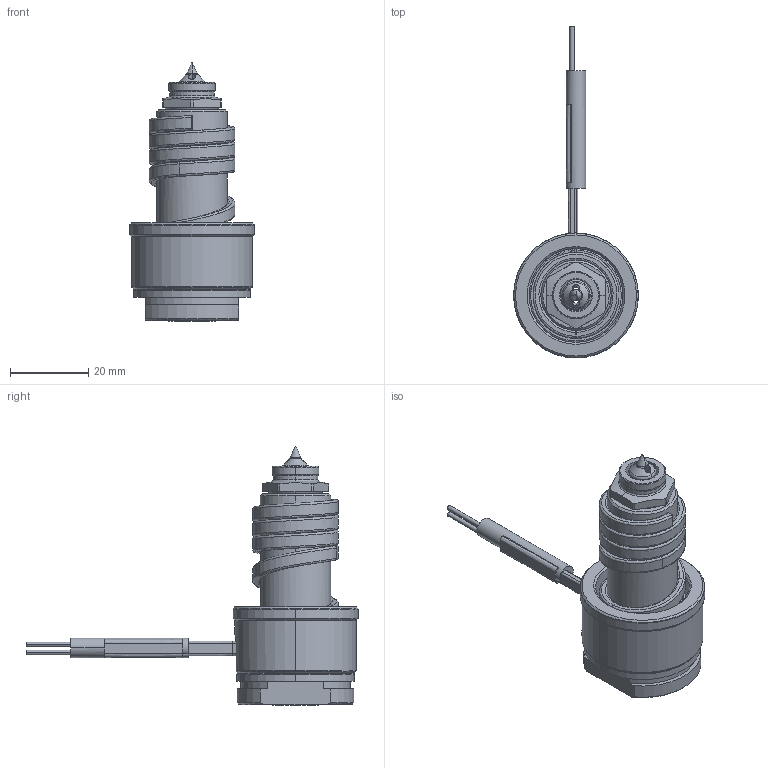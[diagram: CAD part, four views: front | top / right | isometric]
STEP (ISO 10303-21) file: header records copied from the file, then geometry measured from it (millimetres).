
FILE_DESCRIPTION((''),'2;1');
FILE_NAME('SM-66-BKS-N','2014-02-12T',('Íàòàëüÿ'),('IMID'),'PRO/ENGINEER BY PARAMETRIC TECHNOLOGY CORPORATION, 2010480','PRO/ENGINEER BY PARAMETRIC TECHNOLOGY CORPORATION, 2010480','');
FILE_SCHEMA(('CONFIG_CONTROL_DESIGN'));
Length unit declared in the file: millimetre
Products named in the file (1): SM-66-BKS-N
Bounding box: 32 x 85 x 66.2 mm (x, y, z)
Volume: 25245.3 mm3; surface area: 15104.3 mm2
Topology: 1 solids, 9 shells, 329 faces, 832 edges, 494 vertices
Faces by surface type: cylinder 114, cone 62, plane 52, bspline 51, torus 34, revolution 9, extrusion 7
Entity records: 15625 total; most frequent: CARTESIAN_POINT 8042, ORIENTED_EDGE 1620, DIRECTION 1503, EDGE_CURVE 822, AXIS2_PLACEMENT_3D 605, VERTEX_POINT 494, EDGE_LOOP 352, CIRCLE 342
